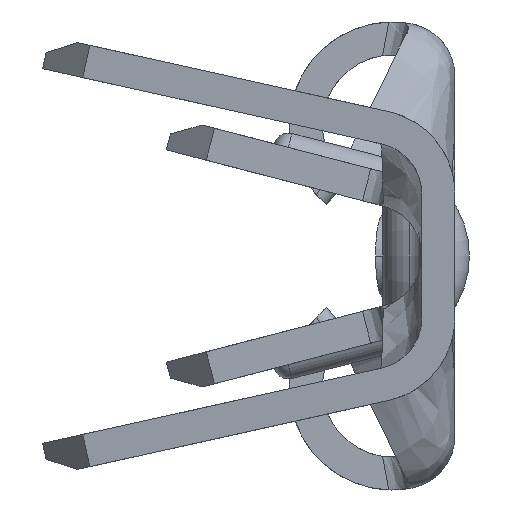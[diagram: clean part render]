
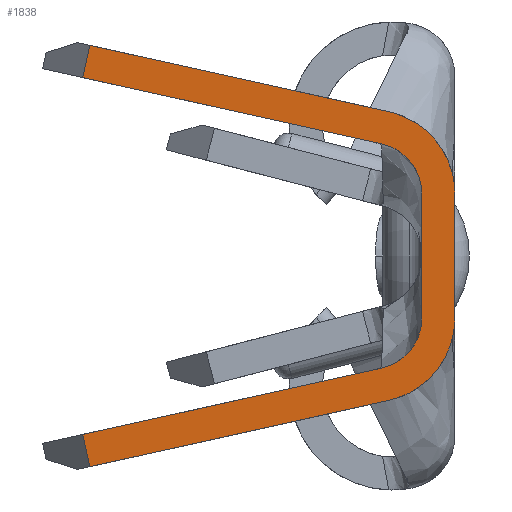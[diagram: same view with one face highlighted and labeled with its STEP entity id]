
A CAD part, left-side view. The second image highlights one B-rep face of the part: STEP entity #1838.
In plain terms, the highlighted planar face has unit normal (-0.996, 0.087, 0).
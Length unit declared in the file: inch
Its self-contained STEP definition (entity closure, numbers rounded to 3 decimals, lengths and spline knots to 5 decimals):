
#97 = CARTESIAN_POINT ( 'NONE',  ( -0.6339, -0.02245, -0.06568 ) ) ;
#208 = PLANE ( 'NONE',  #6175 ) ;
#249 = DIRECTION ( 'NONE',  ( 0.996, -0.087, 0. ) ) ;
#342 = VERTEX_POINT ( 'NONE', #3228 ) ;
#370 = ORIENTED_EDGE ( 'NONE', *, *, #2404, .T. ) ;
#723 = ORIENTED_EDGE ( 'NONE', *, *, #2018, .F. ) ;
#736 = CARTESIAN_POINT ( 'NONE',  ( -0.6339, -0.02245, 0.06568 ) ) ;
#785 = CARTESIAN_POINT ( 'NONE',  ( -0.63219, -0.00288, 0.07003 ) ) ;
#858 = EDGE_CURVE ( 'NONE', #1793, #1677, #5894, .T. ) ;
#891 = CARTESIAN_POINT ( 'NONE',  ( -0.63149, 0.00517, -0.07181 ) ) ;
#992 = EDGE_CURVE ( 'NONE', #3770, #342, #3201, .T. ) ;
#1094 = CARTESIAN_POINT ( 'NONE',  ( -0.63118, 0.00861, -0.05619 ) ) ;
#1129 = CARTESIAN_POINT ( 'NONE',  ( -0.61951, 0.14208, 0.10219 ) ) ;
#1210 = VERTEX_POINT ( 'NONE', #785 ) ;
#1256 = EDGE_CURVE ( 'NONE', #2583, #1681, #1267, .T. ) ;
#1267 = LINE ( 'NONE', #1497, #3318 ) ;
#1357 = CARTESIAN_POINT ( 'NONE',  ( -0.6336, -0.019, -0.03 ) ) ;
#1476 = DIRECTION ( 'NONE',  ( -0.085, -0.973, -0.216 ) ) ;
#1492 = CARTESIAN_POINT ( 'NONE',  ( -0.61951, 0.14208, -0.10219 ) ) ;
#1497 = CARTESIAN_POINT ( 'NONE',  ( -0.635, -0.035, -0.03 ) ) ;
#1505 = CARTESIAN_POINT ( 'NONE',  ( -0.63189, 0.00059, 0.05441 ) ) ;
#1514 = DIRECTION ( 'NONE',  ( 0., 0., -1. ) ) ;
#1556 = CARTESIAN_POINT ( 'NONE',  ( -0.635, -0.035, 0.03 ) ) ;
#1619 = LINE ( 'NONE', #4104, #9397 ) ;
#1677 = VERTEX_POINT ( 'NONE', #1492 ) ;
#1681 = VERTEX_POINT ( 'NONE', #2250 ) ;
#1736 = CARTESIAN_POINT ( 'NONE',  ( -0.63219, -0.00288, -0.07003 ) ) ;
#1793 = VERTEX_POINT ( 'NONE', #1736 ) ;
#1838 = ADVANCED_FACE ( 'NONE', ( #4259 ), #208, .F. ) ;
#2018 = EDGE_CURVE ( 'NONE', #3136, #1210, #6799, .T. ) ;
#2159 = EDGE_CURVE ( 'NONE', #9445, #1677, #1619, .T. ) ;
#2250 = CARTESIAN_POINT ( 'NONE',  ( -0.635, -0.035, -0.03 ) ) ;
#2404 = EDGE_CURVE ( 'NONE', #3136, #342, #7725, .T. ) ;
#2509 = EDGE_LOOP ( 'NONE', ( #5926, #5452, #6608, #9326, #5472, #7443, #723, #370, #9381, #7199, #9069, #5185 ) ) ;
#2555 =( BOUNDED_CURVE ( )  B_SPLINE_CURVE ( 3, ( #9610, #8805, #5889, #1357 ),
 .UNSPECIFIED., .F., .T. ) 
 B_SPLINE_CURVE_WITH_KNOTS ( ( 4, 4 ),
 ( 4.9307, 6.28319 ),
 .UNSPECIFIED. ) 
 CURVE ( )  GEOMETRIC_REPRESENTATION_ITEM ( )  RATIONAL_B_SPLINE_CURVE ( ( 1., 0.853, 0.853, 1. ) ) 
 REPRESENTATION_ITEM ( '' )  );
#2583 = VERTEX_POINT ( 'NONE', #4033 ) ;
#2601 = DIRECTION ( 'NONE',  ( 0.085, 0.973, 0.216 ) ) ;
#3010 = DIRECTION ( 'NONE',  ( -0.085, -0.973, 0.216 ) ) ;
#3136 = VERTEX_POINT ( 'NONE', #1129 ) ;
#3201 = LINE ( 'NONE', #9370, #6689 ) ;
#3228 = CARTESIAN_POINT ( 'NONE',  ( -0.6192, 0.14555, 0.08656 ) ) ;
#3318 = VECTOR ( 'NONE', #1514, 39.37008 ) ;
#3418 = EDGE_CURVE ( 'NONE', #1681, #1793, #8250, .T. ) ;
#3567 = DIRECTION ( 'NONE',  ( 0., 0., 1. ) ) ;
#3770 = VERTEX_POINT ( 'NONE', #9769 ) ;
#3790 = EDGE_CURVE ( 'NONE', #1210, #2583, #5114, .T. ) ;
#3796 = VERTEX_POINT ( 'NONE', #9027 ) ;
#3930 = VECTOR ( 'NONE', #8398, 39.37008 ) ;
#3942 = CARTESIAN_POINT ( 'NONE',  ( -0.635, -0.035, -0.03 ) ) ;
#4029 = VECTOR ( 'NONE', #3567, 39.37008 ) ;
#4033 = CARTESIAN_POINT ( 'NONE',  ( -0.635, -0.035, 0.03 ) ) ;
#4104 = CARTESIAN_POINT ( 'NONE',  ( -0.62112, 0.12361, -0.18546 ) ) ;
#4259 = FACE_OUTER_BOUND ( 'NONE', #2509, .T. ) ;
#4409 = VERTEX_POINT ( 'NONE', #8470 ) ;
#4418 = CARTESIAN_POINT ( 'NONE',  ( -0.61558, 0.18702, -0.10037 ) ) ;
#4590 = CARTESIAN_POINT ( 'NONE',  ( -0.63219, -0.00288, 0.07003 ) ) ;
#4835 = CARTESIAN_POINT ( 'NONE',  ( -0.635, -0.035, -0.15 ) ) ;
#5114 =( BOUNDED_CURVE ( )  B_SPLINE_CURVE ( 3, ( #4590, #736, #6070, #1556 ),
 .UNSPECIFIED., .F., .F. ) 
 B_SPLINE_CURVE_WITH_KNOTS ( ( 4, 4 ),
 ( 4.9307, 6.28319 ),
 .UNSPECIFIED. ) 
 CURVE ( )  GEOMETRIC_REPRESENTATION_ITEM ( )  RATIONAL_B_SPLINE_CURVE ( ( 1., 0.853, 0.853, 1. ) ) 
 REPRESENTATION_ITEM ( '' )  );
#5164 = DIRECTION ( 'NONE',  ( 0.019, 0.217, -0.976 ) ) ;
#5185 = ORIENTED_EDGE ( 'NONE', *, *, #9199, .F. ) ;
#5267 = CARTESIAN_POINT ( 'NONE',  ( -0.63149, 0.00517, 0.07181 ) ) ;
#5288 = CARTESIAN_POINT ( 'NONE',  ( -0.6336, -0.019, 0.03 ) ) ;
#5443 = CARTESIAN_POINT ( 'NONE',  ( -0.63219, -0.00288, -0.07003 ) ) ;
#5452 = ORIENTED_EDGE ( 'NONE', *, *, #2159, .T. ) ;
#5472 = ORIENTED_EDGE ( 'NONE', *, *, #1256, .F. ) ;
#5588 = DIRECTION ( 'NONE',  ( 0.087, 0.996, 0. ) ) ;
#5667 = VECTOR ( 'NONE', #3010, 39.37008 ) ;
#5764 = VECTOR ( 'NONE', #5164, 39.37008 ) ;
#5871 = LINE ( 'NONE', #1094, #5667 ) ;
#5889 = CARTESIAN_POINT ( 'NONE',  ( -0.6336, -0.019, -0.04222 ) ) ;
#5894 = LINE ( 'NONE', #891, #3930 ) ;
#5926 = ORIENTED_EDGE ( 'NONE', *, *, #9401, .F. ) ;
#6026 = CARTESIAN_POINT ( 'NONE',  ( -0.63293, -0.01135, 0.05176 ) ) ;
#6070 = CARTESIAN_POINT ( 'NONE',  ( -0.635, -0.035, 0.05005 ) ) ;
#6175 = AXIS2_PLACEMENT_3D ( 'NONE', #4835, #249, #5588 ) ;
#6343 = VECTOR ( 'NONE', #1476, 39.37008 ) ;
#6608 = ORIENTED_EDGE ( 'NONE', *, *, #858, .F. ) ;
#6689 = VECTOR ( 'NONE', #2601, 39.37008 ) ;
#6799 = LINE ( 'NONE', #5267, #6343 ) ;
#6800 = CARTESIAN_POINT ( 'NONE',  ( -0.6192, 0.14555, -0.08656 ) ) ;
#6866 = VERTEX_POINT ( 'NONE', #7959 ) ;
#7199 = ORIENTED_EDGE ( 'NONE', *, *, #8150, .F. ) ;
#7443 = ORIENTED_EDGE ( 'NONE', *, *, #3790, .F. ) ;
#7472 =( BOUNDED_CURVE ( )  B_SPLINE_CURVE ( 3, ( #5288, #8983, #6026, #1505 ),
 .UNSPECIFIED., .F., .T. ) 
 B_SPLINE_CURVE_WITH_KNOTS ( ( 4, 4 ),
 ( 0., 1.35249 ),
 .UNSPECIFIED. ) 
 CURVE ( )  GEOMETRIC_REPRESENTATION_ITEM ( )  RATIONAL_B_SPLINE_CURVE ( ( 1., 0.853, 0.853, 1. ) ) 
 REPRESENTATION_ITEM ( '' )  );
#7725 = LINE ( 'NONE', #4418, #5764 ) ;
#7959 = CARTESIAN_POINT ( 'NONE',  ( -0.6336, -0.019, 0.03 ) ) ;
#7961 = LINE ( 'NONE', #8773, #4029 ) ;
#8150 = EDGE_CURVE ( 'NONE', #6866, #3770, #7472, .T. ) ;
#8250 =( BOUNDED_CURVE ( )  B_SPLINE_CURVE ( 3, ( #3942, #8372, #97, #5443 ),
 .UNSPECIFIED., .F., .F. ) 
 B_SPLINE_CURVE_WITH_KNOTS ( ( 4, 4 ),
 ( 0., 1.35249 ),
 .UNSPECIFIED. ) 
 CURVE ( )  GEOMETRIC_REPRESENTATION_ITEM ( )  RATIONAL_B_SPLINE_CURVE ( ( 1., 0.853, 0.853, 1. ) ) 
 REPRESENTATION_ITEM ( '' )  );
#8372 = CARTESIAN_POINT ( 'NONE',  ( -0.635, -0.035, -0.05005 ) ) ;
#8398 = DIRECTION ( 'NONE',  ( 0.085, 0.973, -0.216 ) ) ;
#8470 = CARTESIAN_POINT ( 'NONE',  ( -0.63189, 0.00059, -0.05441 ) ) ;
#8773 = CARTESIAN_POINT ( 'NONE',  ( -0.6336, -0.019, -0.03 ) ) ;
#8805 = CARTESIAN_POINT ( 'NONE',  ( -0.63293, -0.01135, -0.05176 ) ) ;
#8983 = CARTESIAN_POINT ( 'NONE',  ( -0.6336, -0.019, 0.04222 ) ) ;
#9027 = CARTESIAN_POINT ( 'NONE',  ( -0.6336, -0.019, -0.03 ) ) ;
#9069 = ORIENTED_EDGE ( 'NONE', *, *, #9170, .F. ) ;
#9170 = EDGE_CURVE ( 'NONE', #3796, #6866, #7961, .T. ) ;
#9199 = EDGE_CURVE ( 'NONE', #4409, #3796, #2555, .T. ) ;
#9312 = DIRECTION ( 'NONE',  ( -0.019, -0.217, -0.976 ) ) ;
#9326 = ORIENTED_EDGE ( 'NONE', *, *, #3418, .F. ) ;
#9370 = CARTESIAN_POINT ( 'NONE',  ( -0.63118, 0.00861, 0.05619 ) ) ;
#9381 = ORIENTED_EDGE ( 'NONE', *, *, #992, .F. ) ;
#9397 = VECTOR ( 'NONE', #9312, 39.37008 ) ;
#9401 = EDGE_CURVE ( 'NONE', #9445, #4409, #5871, .T. ) ;
#9445 = VERTEX_POINT ( 'NONE', #6800 ) ;
#9610 = CARTESIAN_POINT ( 'NONE',  ( -0.63189, 0.00059, -0.05441 ) ) ;
#9769 = CARTESIAN_POINT ( 'NONE',  ( -0.63189, 0.00059, 0.05441 ) ) ;
